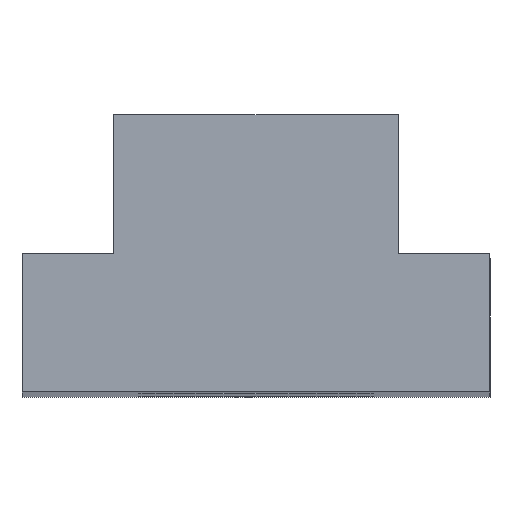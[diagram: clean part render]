
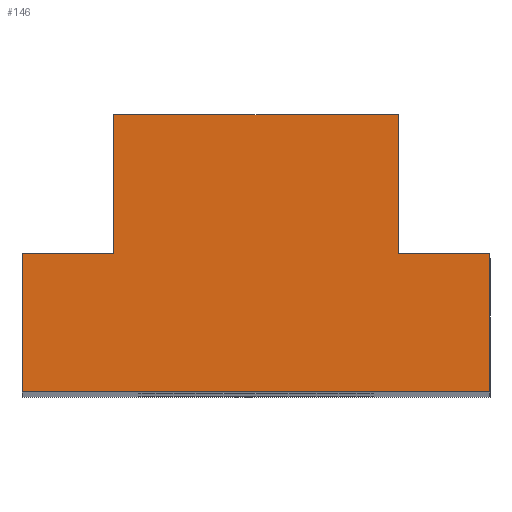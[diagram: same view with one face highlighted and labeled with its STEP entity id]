
A CAD part, top view. The second image highlights one B-rep face of the part: STEP entity #146.
In plain terms, the highlighted planar face has unit normal (0, 0, 1).
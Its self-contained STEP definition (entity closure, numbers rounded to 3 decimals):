
#4 = VERTEX_POINT ( 'NONE', #203 ) ;
#49 = EDGE_CURVE ( 'NONE', #56, #77, #244, .T. ) ;
#52 = EDGE_CURVE ( 'NONE', #53, #56, #310, .T. ) ;
#53 = VERTEX_POINT ( 'NONE', #245 ) ;
#56 = VERTEX_POINT ( 'NONE', #207 ) ;
#65 = EDGE_CURVE ( 'NONE', #77, #74, #256, .T. ) ;
#73 = EDGE_CURVE ( 'NONE', #74, #4, #269, .T. ) ;
#74 = VERTEX_POINT ( 'NONE', #226 ) ;
#77 = VERTEX_POINT ( 'NONE', #323 ) ;
#80 = VERTEX_POINT ( 'NONE', #318 ) ;
#90 = EDGE_CURVE ( 'NONE', #80, #53, #290, .T. ) ;
#97 = EDGE_CURVE ( 'NONE', #111, #80, #453, .T. ) ;
#104 = EDGE_CURVE ( 'NONE', #184, #111, #460, .T. ) ;
#111 = VERTEX_POINT ( 'NONE', #487 ) ;
#136 = ORIENTED_EDGE ( 'NONE', *, *, #188, .T. ) ;
#137 = EDGE_LOOP ( 'NONE', ( #136, #144, #140, #151, #145, #139, #138, #174 ) ) ;
#138 = ORIENTED_EDGE ( 'NONE', *, *, #65, .T. ) ;
#139 = ORIENTED_EDGE ( 'NONE', *, *, #49, .T. ) ;
#140 = ORIENTED_EDGE ( 'NONE', *, *, #97, .T. ) ;
#144 = ORIENTED_EDGE ( 'NONE', *, *, #104, .T. ) ;
#145 = ORIENTED_EDGE ( 'NONE', *, *, #52, .T. ) ;
#146 = ADVANCED_FACE ( 'NONE', ( #473 ), #481, .F. ) ;
#151 = ORIENTED_EDGE ( 'NONE', *, *, #90, .T. ) ;
#174 = ORIENTED_EDGE ( 'NONE', *, *, #73, .T. ) ;
#184 = VERTEX_POINT ( 'NONE', #349 ) ;
#188 = EDGE_CURVE ( 'NONE', #4, #184, #372, .T. ) ;
#203 = CARTESIAN_POINT ( 'NONE',  ( -6.75, 4., 0. ) ) ;
#207 = CARTESIAN_POINT ( 'NONE',  ( 4.1, 8., 0. ) ) ;
#226 = CARTESIAN_POINT ( 'NONE',  ( -4.1, 4., 0. ) ) ;
#236 = DIRECTION ( 'NONE',  ( -1., 0., 0. ) ) ;
#237 = VECTOR ( 'NONE', #236, 1000. ) ;
#244 = LINE ( 'NONE', #284, #237 ) ;
#245 = CARTESIAN_POINT ( 'NONE',  ( 4.1, 4., 0. ) ) ;
#256 = LINE ( 'NONE', #304, #313 ) ;
#266 = DIRECTION ( 'NONE',  ( -1., 0., 0. ) ) ;
#267 = VECTOR ( 'NONE', #266, 1000. ) ;
#268 = CARTESIAN_POINT ( 'NONE',  ( -6.75, 4., 0. ) ) ;
#269 = LINE ( 'NONE', #268, #267 ) ;
#284 = CARTESIAN_POINT ( 'NONE',  ( -4.1, 8., 0. ) ) ;
#287 = DIRECTION ( 'NONE',  ( -1., 0., 0. ) ) ;
#288 = VECTOR ( 'NONE', #287, 1000. ) ;
#289 = CARTESIAN_POINT ( 'NONE',  ( 6.75, 4., 0. ) ) ;
#290 = LINE ( 'NONE', #289, #288 ) ;
#304 = CARTESIAN_POINT ( 'NONE',  ( -4.1, 4., 0. ) ) ;
#307 = DIRECTION ( 'NONE',  ( 0., 1., 0. ) ) ;
#308 = VECTOR ( 'NONE', #307, 1000. ) ;
#309 = CARTESIAN_POINT ( 'NONE',  ( 4.1, 4., 0. ) ) ;
#310 = LINE ( 'NONE', #309, #308 ) ;
#312 = DIRECTION ( 'NONE',  ( 0., -1., 0. ) ) ;
#313 = VECTOR ( 'NONE', #312, 1000. ) ;
#318 = CARTESIAN_POINT ( 'NONE',  ( 6.75, 4., 0. ) ) ;
#323 = CARTESIAN_POINT ( 'NONE',  ( -4.1, 8., 0. ) ) ;
#349 = CARTESIAN_POINT ( 'NONE',  ( -6.75, 0., 0. ) ) ;
#369 = DIRECTION ( 'NONE',  ( 0., -1., 0. ) ) ;
#370 = VECTOR ( 'NONE', #369, 1000. ) ;
#371 = CARTESIAN_POINT ( 'NONE',  ( -6.75, 0., 0. ) ) ;
#372 = LINE ( 'NONE', #371, #370 ) ;
#447 = VECTOR ( 'NONE', #448, 1000. ) ;
#448 = DIRECTION ( 'NONE',  ( 1., 0., 0. ) ) ;
#452 = DIRECTION ( 'NONE',  ( -1., 0., 0. ) ) ;
#453 = LINE ( 'NONE', #458, #504 ) ;
#458 = CARTESIAN_POINT ( 'NONE',  ( 6.75, 0., 0. ) ) ;
#459 = CARTESIAN_POINT ( 'NONE',  ( -6.75, 8., 0. ) ) ;
#460 = LINE ( 'NONE', #486, #447 ) ;
#461 = DIRECTION ( 'NONE',  ( 0., 0., -1. ) ) ;
#473 = FACE_OUTER_BOUND ( 'NONE', #137, .T. ) ;
#481 = PLANE ( 'NONE',  #516 ) ;
#482 = DIRECTION ( 'NONE',  ( 0., 1., 0. ) ) ;
#486 = CARTESIAN_POINT ( 'NONE',  ( -6.75, 0., 0. ) ) ;
#487 = CARTESIAN_POINT ( 'NONE',  ( 6.75, 0., 0. ) ) ;
#504 = VECTOR ( 'NONE', #482, 1000. ) ;
#516 = AXIS2_PLACEMENT_3D ( 'NONE', #459, #461, #452 ) ;
